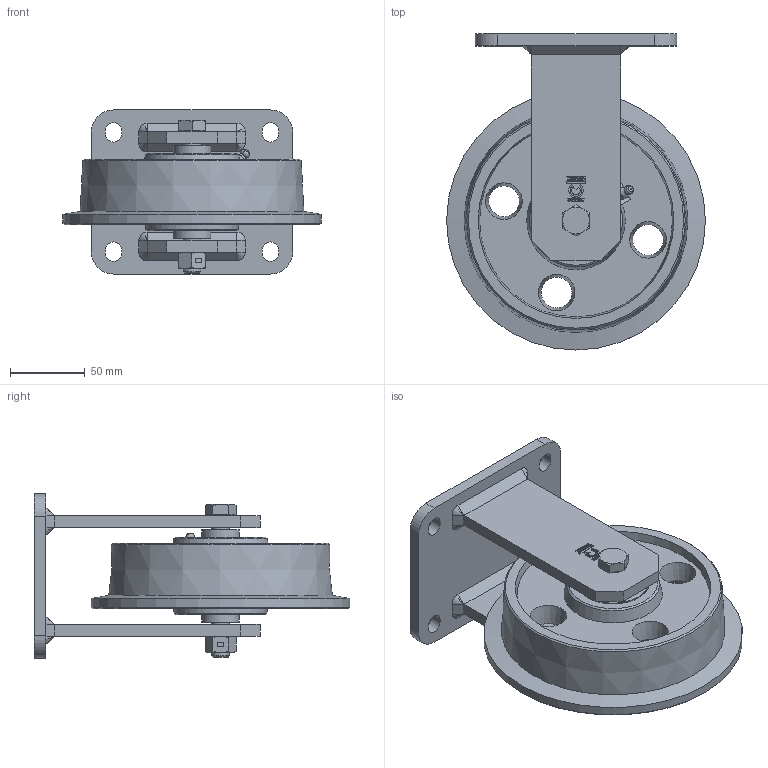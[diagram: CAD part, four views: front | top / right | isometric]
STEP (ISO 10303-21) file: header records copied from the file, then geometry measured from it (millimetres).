
FILE_DESCRIPTION (( 'STEP AP214' ), '1' );
FILE_NAME ('0015387_B-HB-SPG-150-K.STEP', '2018-04-12T11:29:07', ( '' ), ( '' ), 'SwSTEP 2.0', 'SolidWorks 2018', '' );
FILE_SCHEMA (( 'AUTOMOTIVE_DESIGN' ));
Length unit declared in the file: millimetre
Products named in the file (1): 0015387_B-HB-SPG-150-K
Bounding box: 173.5 x 211.75 x 110 mm (x, y, z)
Volume: 750821.9 mm3; surface area: 192344.9 mm2
Topology: 12 solids, 16 shells, 714 faces, 1829 edges, 1193 vertices
Faces by surface type: plane 390, bspline 214, cylinder 56, cone 43, torus 9, sphere 2
Full cylindrical faces by diameter (mm): 5.7 x1, 10.2 x1, 12 x2, 12.2 x2, 12.5 x1, 18 x1, 20 x3, 20.2 x2, 25 x2, 28.802 x4, 34 x1, 38.198 x4, 47 x2, 130.4 x1, 173.5 x1
Entity records: 33391 total; most frequent: CARTESIAN_POINT 9795, ORIENTED_EDGE 3488, DIRECTION 2461, EDGE_CURVE 1744, VERTEX_POINT 1174, LINE 1097, VECTOR 1097, EDGE_LOOP 870
